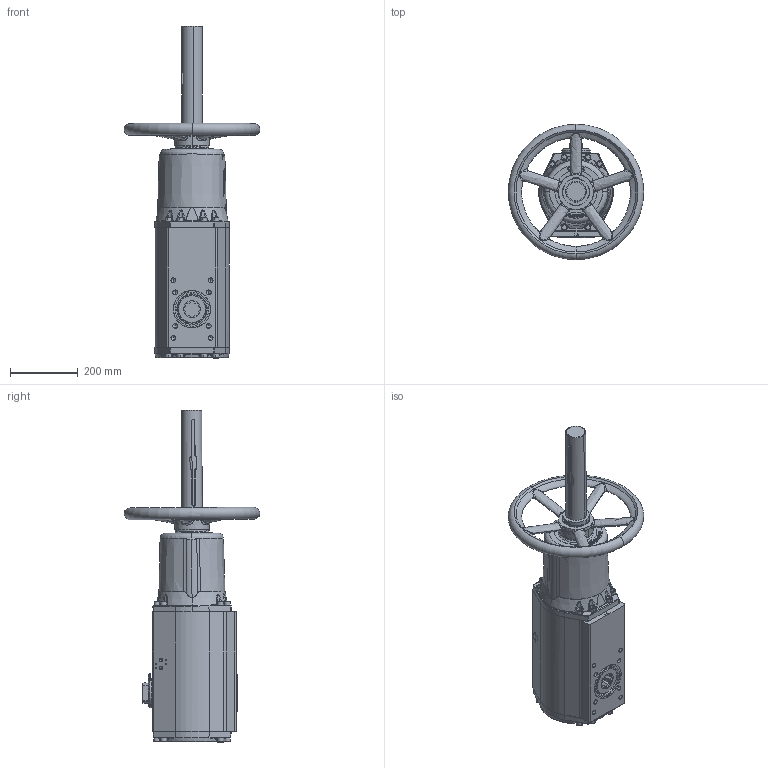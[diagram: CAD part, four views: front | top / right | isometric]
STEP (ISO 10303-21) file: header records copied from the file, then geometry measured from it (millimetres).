
FILE_DESCRIPTION (( 'STEP AP203' ), '1' );
FILE_NAME ('018598.STEP', '2018-08-14T06:37:51', ( '' ), ( '' ), 'SwSTEP 2.0', 'SolidWorks 2018', '' );
FILE_SCHEMA (( 'CONFIG_CONTROL_DESIGN' ));
Length unit declared in the file: millimetre
Products named in the file (1): 018598
Bounding box: 400 x 399.99 x 979.36 mm (x, y, z)
Volume: 26315383.2 mm3; surface area: 972240.3 mm2
Topology: 1 solids, 2 shells, 1535 faces, 3927 edges, 2456 vertices
Faces by surface type: plane 608, cylinder 350, bspline 349, cone 113, torus 99, sphere 16
Entity records: 70122 total; most frequent: CARTESIAN_POINT 35507, ORIENTED_EDGE 7758, DIRECTION 6297, EDGE_CURVE 3879, VERTEX_POINT 2456, AXIS2_PLACEMENT_3D 2186, VECTOR 1925, LINE 1925
